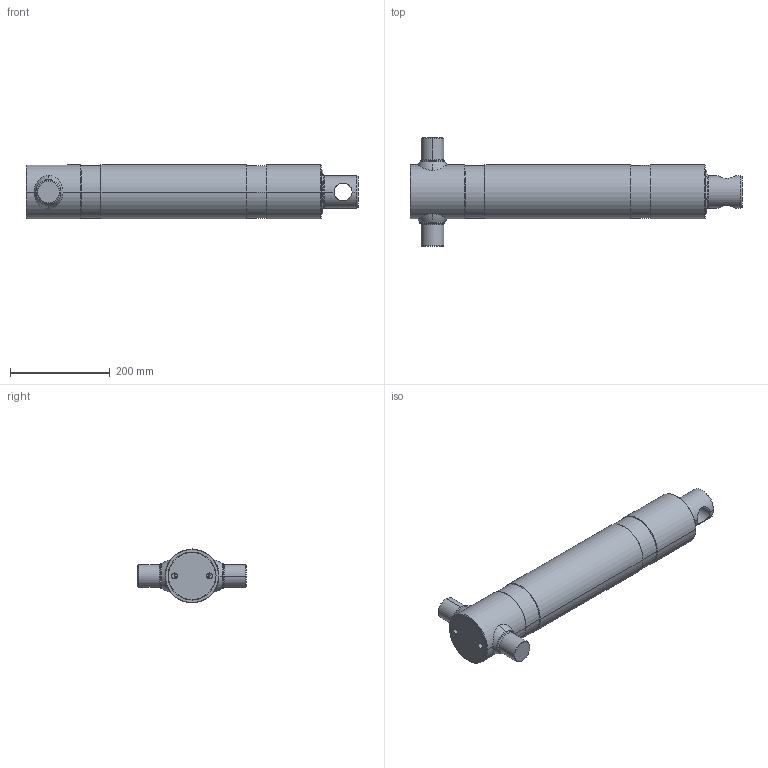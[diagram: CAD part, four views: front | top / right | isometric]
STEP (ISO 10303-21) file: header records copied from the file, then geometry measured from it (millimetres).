
FILE_DESCRIPTION (( 'STEP AP203' ), '1' );
FILE_NAME ('203.B.STEP', '2014-10-07T08:36:05', ( '' ), ( '' ), 'SwSTEP 2.0', 'SolidWorks 2013', '' );
FILE_SCHEMA (( 'CONFIG_CONTROL_DESIGN' ));
Length unit declared in the file: millimetre
Products named in the file (1): 203.B
Bounding box: 664 x 217 x 108 mm (x, y, z)
Surface area: 525140.6 mm2 (no closed solid volume)
Topology: 0 solids, 10 shells, 87 faces, 199 edges, 116 vertices
Faces by surface type: cylinder 38, cone 34, torus 8, plane 7
Entity records: 3049 total; most frequent: CARTESIAN_POINT 971, DIRECTION 479, ORIENTED_EDGE 358, AXIS2_PLACEMENT_3D 202, EDGE_CURVE 199, VERTEX_POINT 116, CIRCLE 114, EDGE_LOOP 93
